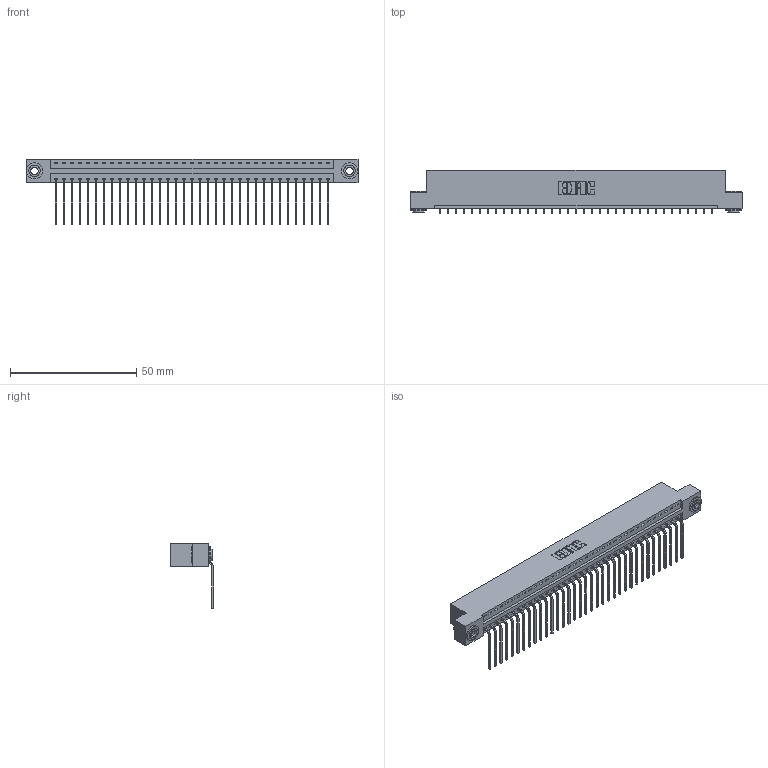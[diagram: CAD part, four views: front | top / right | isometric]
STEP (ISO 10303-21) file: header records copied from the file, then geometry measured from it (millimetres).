
FILE_DESCRIPTION (( 'STEP AP203' ), '1' );
FILE_NAME ('396-035-559-103.STEP', '2019-10-31T22:14:59', ( '' ), ( '' ), 'SwSTEP 2.0', 'SolidWorks 2016', '' );
FILE_SCHEMA (( 'CONFIG_CONTROL_DESIGN' ));
Length unit declared in the file: inch
Products named in the file (4): 396-035-559-103; 346 Part_Flush Mounting Lugs - 0.156 Dia-TH; 345-292-001_558 559 Tail - 1; 345-250-002_345-250-002-102
Assembly tree (38 placements, depth 2):
  396-035-559-103
    346 Part_Flush Mounting Lugs - 0.156 Dia-TH
    345-292-001_558 559 Tail - 1  x35
    345-250-002_345-250-002-102  x2
Bounding box: 131.7 x 17.08 x 26.16 mm (x, y, z)
Volume: 12694.3 mm3; surface area: 16705.5 mm2
Topology: 38 solids, 38 shells, 2260 faces, 6775 edges, 4466 vertices
Faces by surface type: plane 1556, cylinder 696, cone 8
Entity records: 23398 total; most frequent: CARTESIAN_POINT 3992, ORIENTED_EDGE 3954, DIRECTION 3561, EDGE_CURVE 1977, LINE 1681, VECTOR 1681, VERTEX_POINT 1314, AXIS2_PLACEMENT_3D 940
